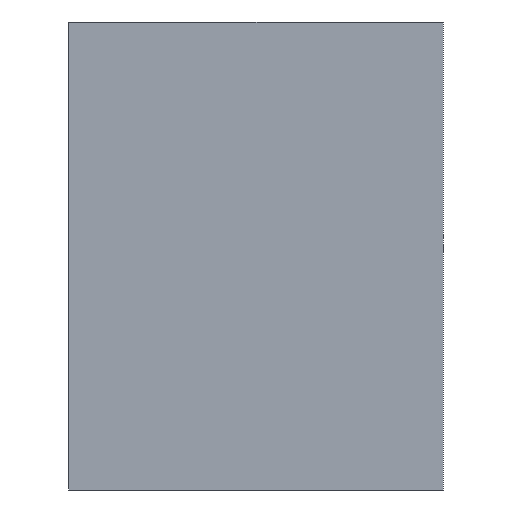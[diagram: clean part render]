
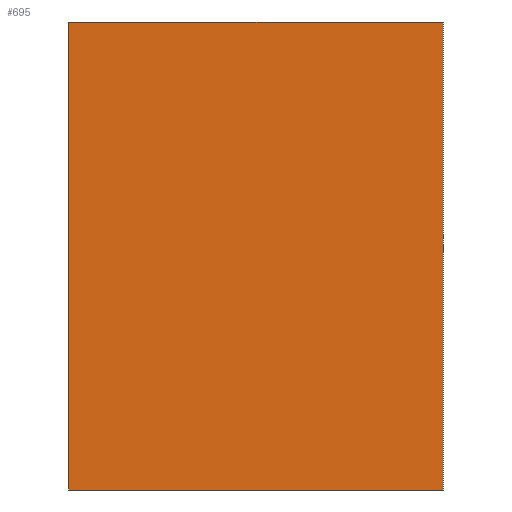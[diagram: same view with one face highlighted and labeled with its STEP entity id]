
A CAD part, left-side view. The second image highlights one B-rep face of the part: STEP entity #695.
In plain terms, the highlighted planar face has unit normal (-1, 0, 0).
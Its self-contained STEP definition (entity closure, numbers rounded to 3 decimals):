
#98 = CARTESIAN_POINT ( 'NONE',  ( -0.5, 0., 0.25 ) ) ;
#102 = LINE ( 'NONE', #280, #709 ) ;
#127 = VECTOR ( 'NONE', #487, 1000. ) ;
#161 = EDGE_CURVE ( 'NONE', #712, #697, #102, .T. ) ;
#188 = PLANE ( 'NONE',  #1126 ) ;
#264 = LINE ( 'NONE', #981, #1046 ) ;
#280 = CARTESIAN_POINT ( 'NONE',  ( -0.5, 0.4, 0.25 ) ) ;
#370 = ORIENTED_EDGE ( 'NONE', *, *, #915, .F. ) ;
#478 = LINE ( 'NONE', #969, #711 ) ;
#487 = DIRECTION ( 'NONE',  ( 0., 1., 0. ) ) ;
#580 = DIRECTION ( 'NONE',  ( 0., 0., -1. ) ) ;
#608 = FACE_OUTER_BOUND ( 'NONE', #1064, .T. ) ;
#639 = CARTESIAN_POINT ( 'NONE',  ( -0.5, 0., -0.25 ) ) ;
#642 = CARTESIAN_POINT ( 'NONE',  ( -0.5, 0., 0.25 ) ) ;
#663 = DIRECTION ( 'NONE',  ( 1., 0., 0. ) ) ;
#691 = VERTEX_POINT ( 'NONE', #639 ) ;
#695 = ADVANCED_FACE ( 'NONE', ( #608 ), #188, .F. ) ;
#697 = VERTEX_POINT ( 'NONE', #776 ) ;
#709 = VECTOR ( 'NONE', #947, 1000. ) ;
#711 = VECTOR ( 'NONE', #888, 1000. ) ;
#712 = VERTEX_POINT ( 'NONE', #772 ) ;
#772 = CARTESIAN_POINT ( 'NONE',  ( -0.5, 0.4, -0.25 ) ) ;
#776 = CARTESIAN_POINT ( 'NONE',  ( -0.5, 0.4, 0.25 ) ) ;
#859 = ORIENTED_EDGE ( 'NONE', *, *, #1199, .F. ) ;
#871 = CARTESIAN_POINT ( 'NONE',  ( -0.5, 0., -0.25 ) ) ;
#888 = DIRECTION ( 'NONE',  ( 0., 0., -1. ) ) ;
#915 = EDGE_CURVE ( 'NONE', #1086, #691, #478, .T. ) ;
#947 = DIRECTION ( 'NONE',  ( 0., 0., 1. ) ) ;
#969 = CARTESIAN_POINT ( 'NONE',  ( -0.5, 0., 0.25 ) ) ;
#976 = DIRECTION ( 'NONE',  ( 0., -1., 0. ) ) ;
#981 = CARTESIAN_POINT ( 'NONE',  ( -0.5, 0., 0.25 ) ) ;
#1046 = VECTOR ( 'NONE', #976, 1000. ) ;
#1064 = EDGE_LOOP ( 'NONE', ( #370, #859, #1094, #1080 ) ) ;
#1080 = ORIENTED_EDGE ( 'NONE', *, *, #1207, .F. ) ;
#1086 = VERTEX_POINT ( 'NONE', #642 ) ;
#1094 = ORIENTED_EDGE ( 'NONE', *, *, #161, .F. ) ;
#1126 = AXIS2_PLACEMENT_3D ( 'NONE', #98, #663, #580 ) ;
#1146 = LINE ( 'NONE', #871, #127 ) ;
#1199 = EDGE_CURVE ( 'NONE', #697, #1086, #264, .T. ) ;
#1207 = EDGE_CURVE ( 'NONE', #691, #712, #1146, .T. ) ;
